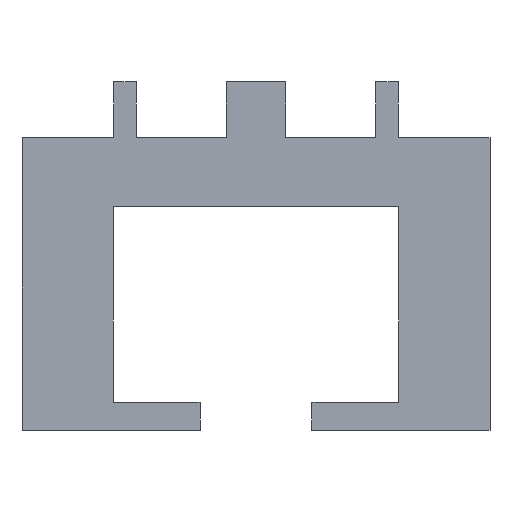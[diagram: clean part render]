
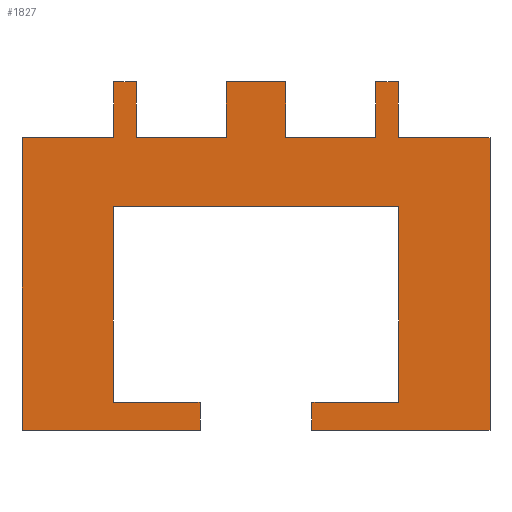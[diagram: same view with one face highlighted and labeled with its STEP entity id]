
A CAD part, front view. The second image highlights one B-rep face of the part: STEP entity #1827.
In plain terms, the highlighted planar face has unit normal (0, -1, 0).
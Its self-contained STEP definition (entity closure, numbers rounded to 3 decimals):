
#45=FACE_OUTER_BOUND('',#143,.T.);
#143=EDGE_LOOP('',(#1359,#1360,#1361,#1362,#1363,#1364,#1365,#1366,#1367,
#1368,#1369,#1370,#1371,#1372,#1373,#1374,#1375,#1376,#1377,#1378,#1379,
#1380,#1381,#1382));
#216=LINE('',#2483,#480);
#255=LINE('',#2562,#519);
#272=LINE('',#2597,#536);
#276=LINE('',#2605,#540);
#279=LINE('',#2611,#543);
#282=LINE('',#2617,#546);
#285=LINE('',#2623,#549);
#288=LINE('',#2629,#552);
#291=LINE('',#2635,#555);
#293=LINE('',#2638,#557);
#309=LINE('',#2669,#573);
#317=LINE('',#2683,#581);
#320=LINE('',#2689,#584);
#323=LINE('',#2695,#587);
#326=LINE('',#2701,#590);
#329=LINE('',#2706,#593);
#352=LINE('',#2751,#616);
#353=LINE('',#2753,#617);
#354=LINE('',#2755,#618);
#355=LINE('',#2756,#619);
#356=LINE('',#2758,#620);
#357=LINE('',#2760,#621);
#358=LINE('',#2762,#622);
#359=LINE('',#2763,#623);
#480=VECTOR('',#2016,10.);
#519=VECTOR('',#2057,10.);
#536=VECTOR('',#2084,10.);
#540=VECTOR('',#2090,10.);
#543=VECTOR('',#2095,10.);
#546=VECTOR('',#2100,10.);
#549=VECTOR('',#2105,10.);
#552=VECTOR('',#2110,10.);
#555=VECTOR('',#2115,10.);
#557=VECTOR('',#2119,10.);
#573=VECTOR('',#2141,10.);
#581=VECTOR('',#2151,10.);
#584=VECTOR('',#2156,10.);
#587=VECTOR('',#2161,10.);
#590=VECTOR('',#2166,10.);
#593=VECTOR('',#2171,10.);
#616=VECTOR('',#2212,10.);
#617=VECTOR('',#2213,10.);
#618=VECTOR('',#2214,10.);
#619=VECTOR('',#2215,10.);
#620=VECTOR('',#2216,10.);
#621=VECTOR('',#2217,10.);
#622=VECTOR('',#2218,10.);
#623=VECTOR('',#2219,10.);
#744=VERTEX_POINT('',#2480);
#745=VERTEX_POINT('',#2482);
#783=VERTEX_POINT('',#2559);
#784=VERTEX_POINT('',#2561);
#796=VERTEX_POINT('',#2594);
#797=VERTEX_POINT('',#2596);
#800=VERTEX_POINT('',#2603);
#802=VERTEX_POINT('',#2609);
#804=VERTEX_POINT('',#2615);
#805=VERTEX_POINT('',#2620);
#807=VERTEX_POINT('',#2626);
#810=VERTEX_POINT('',#2633);
#821=VERTEX_POINT('',#2666);
#822=VERTEX_POINT('',#2668);
#827=VERTEX_POINT('',#2682);
#829=VERTEX_POINT('',#2688);
#831=VERTEX_POINT('',#2694);
#833=VERTEX_POINT('',#2700);
#847=VERTEX_POINT('',#2750);
#848=VERTEX_POINT('',#2752);
#849=VERTEX_POINT('',#2754);
#850=VERTEX_POINT('',#2757);
#851=VERTEX_POINT('',#2759);
#852=VERTEX_POINT('',#2761);
#912=EDGE_CURVE('',#744,#745,#216,.T.);
#951=EDGE_CURVE('',#783,#784,#255,.T.);
#968=EDGE_CURVE('',#796,#797,#272,.T.);
#972=EDGE_CURVE('',#800,#796,#276,.T.);
#975=EDGE_CURVE('',#802,#800,#279,.T.);
#978=EDGE_CURVE('',#804,#802,#282,.T.);
#981=EDGE_CURVE('',#805,#804,#285,.T.);
#984=EDGE_CURVE('',#807,#805,#288,.T.);
#987=EDGE_CURVE('',#810,#807,#291,.T.);
#989=EDGE_CURVE('',#784,#810,#293,.T.);
#1005=EDGE_CURVE('',#821,#822,#309,.T.);
#1013=EDGE_CURVE('',#797,#827,#317,.T.);
#1016=EDGE_CURVE('',#827,#829,#320,.T.);
#1019=EDGE_CURVE('',#829,#831,#323,.T.);
#1022=EDGE_CURVE('',#831,#833,#326,.T.);
#1025=EDGE_CURVE('',#833,#744,#329,.T.);
#1048=EDGE_CURVE('',#783,#847,#352,.T.);
#1049=EDGE_CURVE('',#847,#848,#353,.T.);
#1050=EDGE_CURVE('',#849,#848,#354,.T.);
#1051=EDGE_CURVE('',#822,#849,#355,.T.);
#1052=EDGE_CURVE('',#850,#821,#356,.T.);
#1053=EDGE_CURVE('',#851,#850,#357,.T.);
#1054=EDGE_CURVE('',#851,#852,#358,.T.);
#1055=EDGE_CURVE('',#852,#745,#359,.T.);
#1359=ORIENTED_EDGE('',*,*,#951,.F.);
#1360=ORIENTED_EDGE('',*,*,#1048,.T.);
#1361=ORIENTED_EDGE('',*,*,#1049,.T.);
#1362=ORIENTED_EDGE('',*,*,#1050,.F.);
#1363=ORIENTED_EDGE('',*,*,#1051,.F.);
#1364=ORIENTED_EDGE('',*,*,#1005,.F.);
#1365=ORIENTED_EDGE('',*,*,#1052,.F.);
#1366=ORIENTED_EDGE('',*,*,#1053,.F.);
#1367=ORIENTED_EDGE('',*,*,#1054,.T.);
#1368=ORIENTED_EDGE('',*,*,#1055,.T.);
#1369=ORIENTED_EDGE('',*,*,#912,.F.);
#1370=ORIENTED_EDGE('',*,*,#1025,.F.);
#1371=ORIENTED_EDGE('',*,*,#1022,.F.);
#1372=ORIENTED_EDGE('',*,*,#1019,.F.);
#1373=ORIENTED_EDGE('',*,*,#1016,.F.);
#1374=ORIENTED_EDGE('',*,*,#1013,.F.);
#1375=ORIENTED_EDGE('',*,*,#968,.F.);
#1376=ORIENTED_EDGE('',*,*,#972,.F.);
#1377=ORIENTED_EDGE('',*,*,#975,.F.);
#1378=ORIENTED_EDGE('',*,*,#978,.F.);
#1379=ORIENTED_EDGE('',*,*,#981,.F.);
#1380=ORIENTED_EDGE('',*,*,#984,.F.);
#1381=ORIENTED_EDGE('',*,*,#987,.F.);
#1382=ORIENTED_EDGE('',*,*,#989,.F.);
#1729=PLANE('',#1939);
#1827=ADVANCED_FACE('',(#45),#1729,.F.);
#1939=AXIS2_PLACEMENT_3D('',#2749,#2210,#2211);
#2016=DIRECTION('',(0.,0.,-1.));
#2057=DIRECTION('',(0.,0.,1.));
#2084=DIRECTION('',(0.,0.,-1.));
#2090=DIRECTION('',(1.,0.,0.));
#2095=DIRECTION('',(0.,0.,1.));
#2100=DIRECTION('',(1.,0.,0.));
#2105=DIRECTION('',(0.,0.,-1.));
#2110=DIRECTION('',(1.,0.,0.));
#2115=DIRECTION('',(0.,0.,1.));
#2119=DIRECTION('',(1.,0.,0.));
#2141=DIRECTION('',(-1.,0.,0.));
#2151=DIRECTION('',(1.,0.,0.));
#2156=DIRECTION('',(0.,0.,1.));
#2161=DIRECTION('',(1.,0.,0.));
#2166=DIRECTION('',(0.,0.,-1.));
#2171=DIRECTION('',(1.,0.,0.));
#2210=DIRECTION('center_axis',(0.,1.,0.));
#2211=DIRECTION('ref_axis',(0.,0.,1.));
#2212=DIRECTION('',(1.,0.,0.));
#2213=DIRECTION('',(0.,0.,1.));
#2214=DIRECTION('',(1.,0.,0.));
#2215=DIRECTION('',(0.,0.,-1.));
#2216=DIRECTION('',(0.,0.,1.));
#2217=DIRECTION('',(1.,0.,0.));
#2218=DIRECTION('',(0.,0.,-1.));
#2219=DIRECTION('',(1.,0.,0.));
#2480=CARTESIAN_POINT('',(86.6,7.,27.3));
#2482=CARTESIAN_POINT('',(86.6,7.,-25.));
#2483=CARTESIAN_POINT('',(86.6,7.,-25.));
#2559=CARTESIAN_POINT('',(3.,7.,-25.));
#2561=CARTESIAN_POINT('',(3.,7.,27.3));
#2562=CARTESIAN_POINT('',(3.,7.,-25.));
#2594=CARTESIAN_POINT('',(50.1,7.,37.3));
#2596=CARTESIAN_POINT('',(50.1,7.,27.3));
#2597=CARTESIAN_POINT('',(50.1,7.,6.15));
#2603=CARTESIAN_POINT('',(39.5,7.,37.3));
#2605=CARTESIAN_POINT('',(21.65,7.,37.3));
#2609=CARTESIAN_POINT('',(39.5,7.,27.3));
#2611=CARTESIAN_POINT('',(39.5,7.,6.15));
#2615=CARTESIAN_POINT('',(23.4,7.,27.3));
#2617=CARTESIAN_POINT('',(23.15,7.,27.3));
#2620=CARTESIAN_POINT('',(23.4,7.,37.3));
#2623=CARTESIAN_POINT('',(23.4,7.,-25.));
#2626=CARTESIAN_POINT('',(19.4,7.,37.3));
#2629=CARTESIAN_POINT('',(10.7,7.,37.3));
#2633=CARTESIAN_POINT('',(19.4,7.,27.3));
#2635=CARTESIAN_POINT('',(19.4,7.,-25.));
#2638=CARTESIAN_POINT('',(23.15,7.,27.3));
#2666=CARTESIAN_POINT('',(70.28,7.,15.));
#2668=CARTESIAN_POINT('',(19.28,7.,15.));
#2669=CARTESIAN_POINT('',(22.4,7.,15.));
#2682=CARTESIAN_POINT('',(66.2,7.,27.3));
#2683=CARTESIAN_POINT('',(21.65,7.,27.3));
#2688=CARTESIAN_POINT('',(66.2,7.,37.3));
#2689=CARTESIAN_POINT('',(66.2,7.,-25.));
#2694=CARTESIAN_POINT('',(70.2,7.,37.3));
#2695=CARTESIAN_POINT('',(34.1,7.,37.3));
#2700=CARTESIAN_POINT('',(70.2,7.,27.3));
#2701=CARTESIAN_POINT('',(70.2,7.,-25.));
#2706=CARTESIAN_POINT('',(21.65,7.,27.3));
#2749=CARTESIAN_POINT('Origin',(0.,7.,-25.));
#2750=CARTESIAN_POINT('',(34.8,7.,-25.));
#2751=CARTESIAN_POINT('',(19.28,7.,-25.));
#2752=CARTESIAN_POINT('',(34.8,7.,-20.));
#2753=CARTESIAN_POINT('',(34.8,7.,-22.5));
#2754=CARTESIAN_POINT('',(19.28,7.,-20.));
#2755=CARTESIAN_POINT('',(19.28,7.,-20.));
#2756=CARTESIAN_POINT('',(19.28,7.,-25.));
#2757=CARTESIAN_POINT('',(70.28,7.,-20.));
#2758=CARTESIAN_POINT('',(70.28,7.,-5.));
#2759=CARTESIAN_POINT('',(54.8,7.,-20.));
#2760=CARTESIAN_POINT('',(19.28,7.,-20.));
#2761=CARTESIAN_POINT('',(54.8,7.,-25.));
#2762=CARTESIAN_POINT('',(54.8,7.,-25.));
#2763=CARTESIAN_POINT('',(19.28,7.,-25.));
